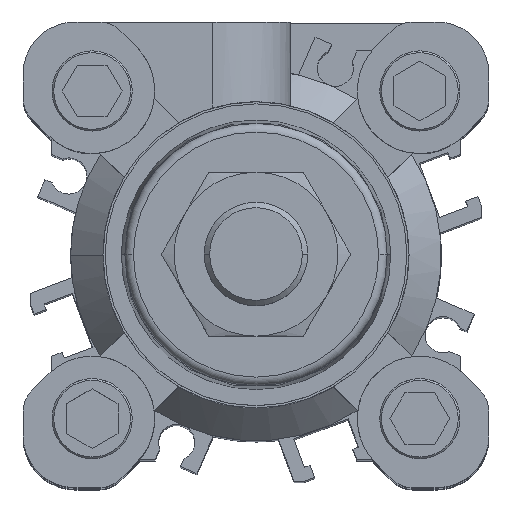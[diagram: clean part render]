
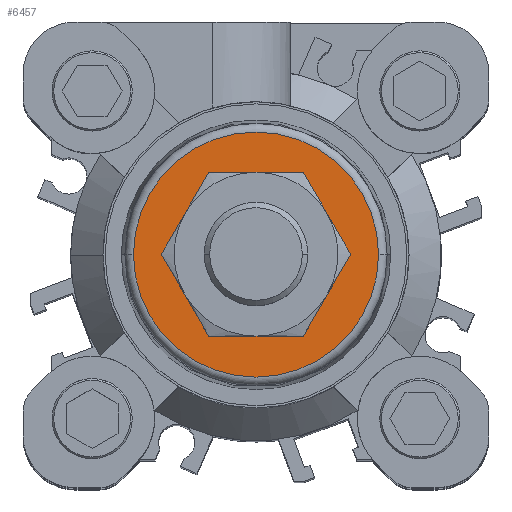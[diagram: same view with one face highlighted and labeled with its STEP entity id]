
A CAD part, top view. The second image highlights one B-rep face of the part: STEP entity #6457.
In plain terms, the highlighted planar face has unit normal (0, 0, 1).
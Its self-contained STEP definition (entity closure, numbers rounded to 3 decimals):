
#166 = AXIS2_PLACEMENT_3D ( 'NONE', #9395, #9316, #9266 ) ;
#330 = ORIENTED_EDGE ( 'NONE', *, *, #5686, .F. ) ;
#381 = CIRCLE ( 'NONE', #843, 14.21 ) ;
#389 = VERTEX_POINT ( 'NONE', #6778 ) ;
#737 = CARTESIAN_POINT ( 'NONE',  ( 0., 0., 48.6 ) ) ;
#843 = AXIS2_PLACEMENT_3D ( 'NONE', #737, #12227, #11050 ) ;
#1250 = FACE_OUTER_BOUND ( 'NONE', #12618, .T. ) ;
#1484 = DIRECTION ( 'NONE',  ( 1., 0., 0. ) ) ;
#2146 = ORIENTED_EDGE ( 'NONE', *, *, #11257, .F. ) ;
#2281 = CIRCLE ( 'NONE', #2626, 14.21 ) ;
#2626 = AXIS2_PLACEMENT_3D ( 'NONE', #3825, #4022, #1484 ) ;
#2669 = DIRECTION ( 'NONE',  ( 1., 0., 0. ) ) ;
#2702 = DIRECTION ( 'NONE',  ( 0., 0., 1. ) ) ;
#2718 = CARTESIAN_POINT ( 'NONE',  ( 0., 0., 48.6 ) ) ;
#3303 = ORIENTED_EDGE ( 'NONE', *, *, #9808, .T. ) ;
#3718 = AXIS2_PLACEMENT_3D ( 'NONE', #2718, #2702, #2669 ) ;
#3791 = AXIS2_PLACEMENT_3D ( 'NONE', #6918, #6915, #6901 ) ;
#3825 = CARTESIAN_POINT ( 'NONE',  ( 0., 0., 48.6 ) ) ;
#4022 = DIRECTION ( 'NONE',  ( 0., 0., 1. ) ) ;
#5127 = EDGE_CURVE ( 'NONE', #12762, #8389, #2281, .T. ) ;
#5686 = EDGE_CURVE ( 'NONE', #389, #7426, #12511, .T. ) ;
#5814 = ORIENTED_EDGE ( 'NONE', *, *, #5127, .T. ) ;
#6182 = CARTESIAN_POINT ( 'NONE',  ( -14.21, 0., 48.6 ) ) ;
#6457 = ADVANCED_FACE ( 'NONE', ( #1250, #10072 ), #9622, .T. ) ;
#6778 = CARTESIAN_POINT ( 'NONE',  ( -8., 0., 48.6 ) ) ;
#6901 = DIRECTION ( 'NONE',  ( 1., 0., 0. ) ) ;
#6915 = DIRECTION ( 'NONE',  ( 0., 0., 1. ) ) ;
#6918 = CARTESIAN_POINT ( 'NONE',  ( 0., 0., 48.6 ) ) ;
#7426 = VERTEX_POINT ( 'NONE', #12287 ) ;
#8389 = VERTEX_POINT ( 'NONE', #11215 ) ;
#9266 = DIRECTION ( 'NONE',  ( 1., 0., 0. ) ) ;
#9316 = DIRECTION ( 'NONE',  ( 0., 0., 1. ) ) ;
#9395 = CARTESIAN_POINT ( 'NONE',  ( 0., 0., 48.6 ) ) ;
#9622 = PLANE ( 'NONE',  #166 ) ;
#9808 = EDGE_CURVE ( 'NONE', #8389, #12762, #381, .T. ) ;
#10072 = FACE_BOUND ( 'NONE', #11346, .T. ) ;
#11050 = DIRECTION ( 'NONE',  ( 1., 0., 0. ) ) ;
#11215 = CARTESIAN_POINT ( 'NONE',  ( 14.21, 0., 48.6 ) ) ;
#11257 = EDGE_CURVE ( 'NONE', #7426, #389, #12637, .T. ) ;
#11346 = EDGE_LOOP ( 'NONE', ( #2146, #330 ) ) ;
#12227 = DIRECTION ( 'NONE',  ( 0., 0., 1. ) ) ;
#12287 = CARTESIAN_POINT ( 'NONE',  ( 8., 0., 48.6 ) ) ;
#12511 = CIRCLE ( 'NONE', #3718, 8. ) ;
#12618 = EDGE_LOOP ( 'NONE', ( #3303, #5814 ) ) ;
#12637 = CIRCLE ( 'NONE', #3791, 8. ) ;
#12762 = VERTEX_POINT ( 'NONE', #6182 ) ;
